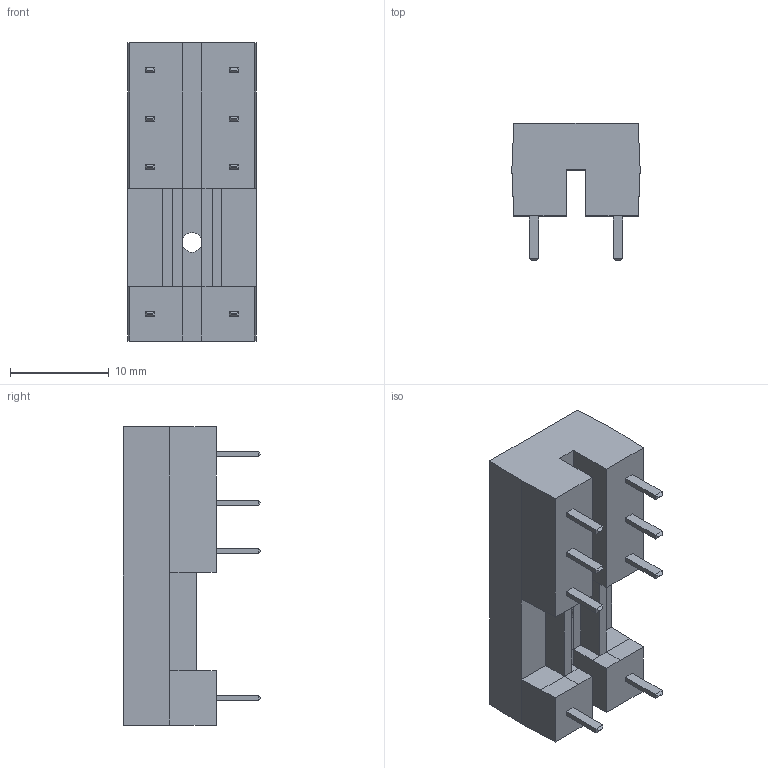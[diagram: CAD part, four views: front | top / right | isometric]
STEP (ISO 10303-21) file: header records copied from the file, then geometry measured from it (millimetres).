
FILE_DESCRIPTION(('FreeCAD Model'),'2;1');
FILE_NAME('PW80_14FF_2Z.stp', '2017-06-30T23:26:59',('Author'),(''), 'Open CASCADE STEP processor 6.8','FreeCAD','Unknown');
FILE_SCHEMA(('AUTOMOTIVE_DESIGN_CC2 { 1 2 10303 214 -1 1 5 4 }'));
Length unit declared in the file: millimetre
Products named in the file (2): ASSEMBLY; Pocket004
Assembly tree (1 placements, depth 2):
  ASSEMBLY
    Pocket004
Bounding box: 13 x 13.9 x 30.2 mm (x, y, z)
Volume: 2805.9 mm3; surface area: 2023.5 mm2
Topology: 1 solids, 1 shells, 122 faces, 277 edges, 165 vertices
Faces by surface type: plane 120, cylinder 2
Full cylindrical faces by diameter (mm): 2 x1, 6 x1
Entity records: 7728 total; most frequent: CARTESIAN_POINT 1174, DIRECTION 1040, LINE 779, VECTOR 779, ORIENTED_EDGE 554, PCURVE 554, DEFINITIONAL_REPRESENTATION 554, EDGE_CURVE 277
